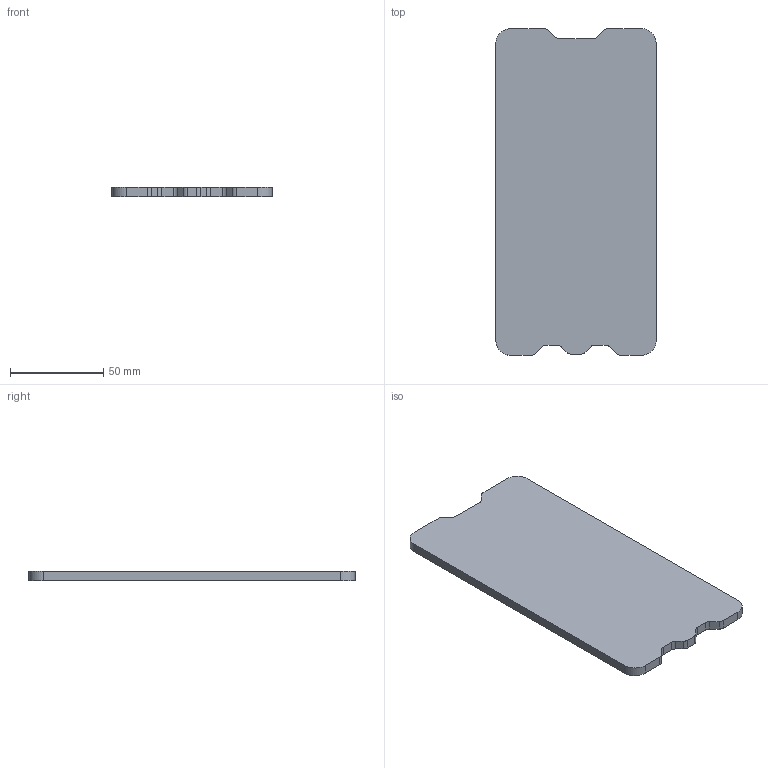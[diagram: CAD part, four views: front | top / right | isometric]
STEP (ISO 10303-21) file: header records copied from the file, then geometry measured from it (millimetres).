
FILE_DESCRIPTION(('FreeCAD Model'),'2;1');
FILE_NAME('Macho Cristal_001 01.stp','2016-01-27T22:41:25',('FreeCAD'),('FreeCAD'), 'Open CASCADE STEP processor 6.8','FreeCAD','Unknown');
FILE_SCHEMA(('AUTOMOTIVE_DESIGN_CC2 { 1 2 10303 214 -1 1 5 4 }'));
Length unit declared in the file: millimetre
Products named in the file (1): Open CASCADE STEP translator 6.8 441
Bounding box: 85.8 x 174.8 x 5 mm (x, y, z)
Volume: 73260.8 mm3; surface area: 31898.1 mm2
Topology: 1 solids, 1 shells, 34 faces, 96 edges, 64 vertices
Faces by surface type: plane 18, bspline 16
Entity records: 3730 total; most frequent: CARTESIAN_POINT 2483, B_SPLINE_CURVE_WITH_KNOTS 224, ORIENTED_EDGE 192, PCURVE 192, DEFINITIONAL_REPRESENTATION 192, EDGE_CURVE 96, SURFACE_CURVE 96, VERTEX_POINT 64
